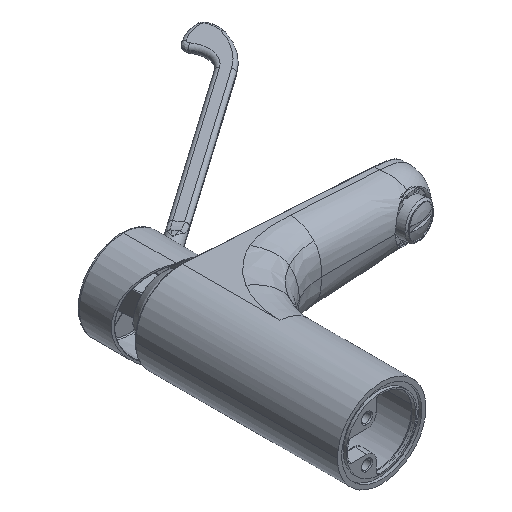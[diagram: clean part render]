
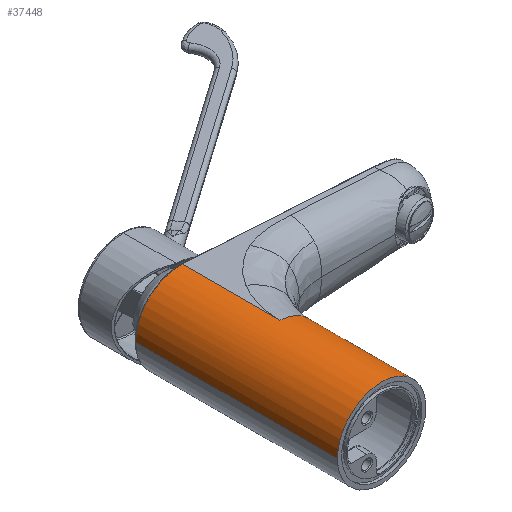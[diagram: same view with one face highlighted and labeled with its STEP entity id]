
A CAD part, isometric view. The second image highlights one B-rep face of the part: STEP entity #37448.
In plain terms, the highlighted cylindrical face has radius 24 mm (diameter 48 mm), a partial arc.
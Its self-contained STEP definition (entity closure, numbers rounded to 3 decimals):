
#7922=CARTESIAN_POINT('',(0.,0.5,0.));
#7923=DIRECTION('',(0.,-1.,0.));
#7924=DIRECTION('',(1.,0.,0.));
#7925=AXIS2_PLACEMENT_3D('',#7922,#7923,#7924);
#7927=CARTESIAN_POINT('',(0.,110.,0.));
#7928=DIRECTION('',(0.,1.,0.));
#7929=DIRECTION('',(-1.,0.,0.));
#7930=AXIS2_PLACEMENT_3D('',#7927,#7928,#7929);
#7932=DIRECTION('',(0.,1.,0.));
#7933=VECTOR('',#7932,52.823);
#7934=CARTESIAN_POINT('',(1.454,57.177,23.956));
#7935=LINE('',#7934,#7933);
#7951=DIRECTION('',(0.,1.,0.));
#7952=VECTOR('',#7951,56.677);
#7953=CARTESIAN_POINT('',(24.,0.5,0.));
#7954=LINE('',#7953,#7952);
#7964=DIRECTION('',(0.,-1.,0.));
#7965=VECTOR('',#7964,109.5);
#7966=CARTESIAN_POINT('',(-24.,110.,0.));
#7967=LINE('',#7966,#7965);
#8007=CARTESIAN_POINT('',(0.,57.177,0.));
#8008=DIRECTION('',(0.,1.,0.));
#8009=DIRECTION('',(0.781,0.,0.625));
#8010=AXIS2_PLACEMENT_3D('',#8007,#8008,#8009);
#8032=CARTESIAN_POINT('',(0.,57.177,0.));
#8033=DIRECTION('',(0.,1.,0.));
#8034=DIRECTION('',(0.061,0.,0.998));
#8035=AXIS2_PLACEMENT_3D('',#8032,#8033,#8034);
#22273=CARTESIAN_POINT('',(24.,57.177,0.));
#22274=VERTEX_POINT('',#22273);
#22286=CARTESIAN_POINT('',(18.735,57.177,15.));
#22287=VERTEX_POINT('',#22286);
#22288=CARTESIAN_POINT('',(1.455,57.177,23.956));
#22289=VERTEX_POINT('',#22288);
#22298=CARTESIAN_POINT('',(-24.,110.,0.));
#22300=VERTEX_POINT('',#22298);
#22301=CARTESIAN_POINT('',(1.455,110.,23.956));
#22302=VERTEX_POINT('',#22301);
#22314=CARTESIAN_POINT('',(24.,0.5,0.));
#22315=CARTESIAN_POINT('',(-24.,0.5,0.));
#22316=VERTEX_POINT('',#22314);
#22317=VERTEX_POINT('',#22315);
#37428=CARTESIAN_POINT('',(0.,110.5,0.));
#37429=DIRECTION('',(0.,-1.,0.));
#37430=DIRECTION('',(1.,0.,0.));
#37431=AXIS2_PLACEMENT_3D('',#37428,#37429,#37430);
#37432=CYLINDRICAL_SURFACE('',#37431,24.);
#37434=ORIENTED_EDGE('',*,*,#37433,.T.);
#37436=ORIENTED_EDGE('',*,*,#37435,.F.);
#37437=ORIENTED_EDGE('',*,*,#37413,.T.);
#37439=ORIENTED_EDGE('',*,*,#37438,.F.);
#37441=ORIENTED_EDGE('',*,*,#37440,.T.);
#37443=ORIENTED_EDGE('',*,*,#37442,.T.);
#37445=ORIENTED_EDGE('',*,*,#37444,.F.);
#37446=EDGE_LOOP('',(#37434,#37436,#37437,#37439,#37441,#37443,#37445));
#37447=FACE_OUTER_BOUND('',#37446,.F.);
#37448=ADVANCED_FACE('',(#37447),#37432,.T.);
#7926=CIRCLE('',#7925,24.);
#7931=CIRCLE('',#7930,24.);
#8011=CIRCLE('',#8010,24.);
#8036=CIRCLE('',#8035,24.);
#37413=EDGE_CURVE('',#22300,#22302,#7931,.T.);
#37433=EDGE_CURVE('',#22316,#22317,#7926,.T.);
#37435=EDGE_CURVE('',#22300,#22317,#7967,.T.);
#37438=EDGE_CURVE('',#22289,#22302,#7935,.T.);
#37440=EDGE_CURVE('',#22289,#22287,#8036,.T.);
#37442=EDGE_CURVE('',#22287,#22274,#8011,.T.);
#37444=EDGE_CURVE('',#22316,#22274,#7954,.T.);
